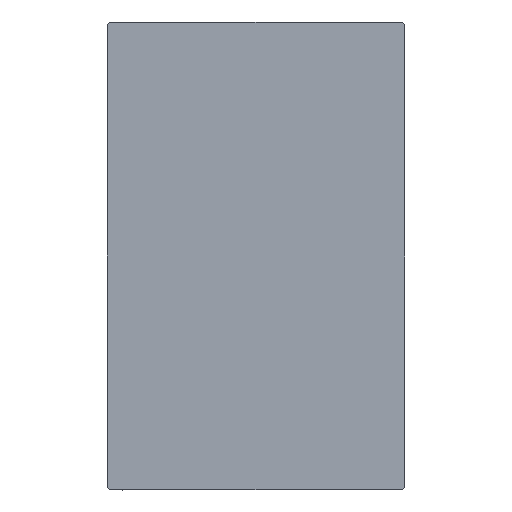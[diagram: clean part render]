
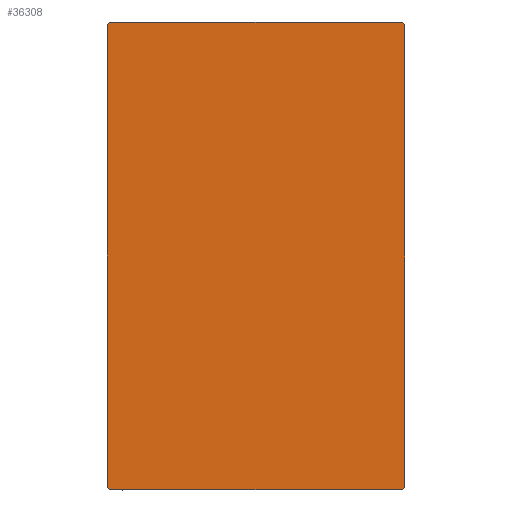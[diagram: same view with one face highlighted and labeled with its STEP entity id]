
A CAD part, left-side view. The second image highlights one B-rep face of the part: STEP entity #36308.
In plain terms, the highlighted face is planar.
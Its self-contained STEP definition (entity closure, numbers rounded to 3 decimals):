
#806 = FACE_OUTER_BOUND ( 'NONE', #15683, .T. ) ;
#1197 = ORIENTED_EDGE ( 'NONE', *, *, #21734, .T. ) ;
#1795 = CARTESIAN_POINT ( 'NONE',  ( 96., -17.2, -27.5 ) ) ;
#3033 = ORIENTED_EDGE ( 'NONE', *, *, #31446, .T. ) ;
#4224 = LINE ( 'NONE', #34701, #9373 ) ;
#4522 = EDGE_CURVE ( 'NONE', #15971, #42498, #14498, .T. ) ;
#4937 = ORIENTED_EDGE ( 'NONE', *, *, #41029, .T. ) ;
#5491 = VERTEX_POINT ( 'NONE', #16142 ) ;
#5998 = CARTESIAN_POINT ( 'NONE',  ( 96., -22.35, 22.35 ) ) ;
#6263 = CARTESIAN_POINT ( 'NONE',  ( 96., -17.5, 27.5 ) ) ;
#6428 = VECTOR ( 'NONE', #42474, 1000. ) ;
#6484 = DIRECTION ( 'NONE',  ( 0., 0., -1. ) ) ;
#7779 = DIRECTION ( 'NONE',  ( 0., -0.707, 0.707 ) ) ;
#8865 = DIRECTION ( 'NONE',  ( 0., -0.707, -0.707 ) ) ;
#8963 = CARTESIAN_POINT ( 'NONE',  ( 96., 17.5, -27.2 ) ) ;
#9181 = LINE ( 'NONE', #15323, #6428 ) ;
#9264 = VERTEX_POINT ( 'NONE', #1795 ) ;
#9373 = VECTOR ( 'NONE', #11255, 1000. ) ;
#9580 = CARTESIAN_POINT ( 'NONE',  ( 96., -17.5, 27.2 ) ) ;
#10071 = LINE ( 'NONE', #15806, #27396 ) ;
#10080 = LINE ( 'NONE', #30008, #14664 ) ;
#10217 = CARTESIAN_POINT ( 'NONE',  ( 96., 22.35, 22.35 ) ) ;
#11201 = DIRECTION ( 'NONE',  ( 0., 0., 1. ) ) ;
#11255 = DIRECTION ( 'NONE',  ( 0., 0.707, -0.707 ) ) ;
#12042 = CARTESIAN_POINT ( 'NONE',  ( 96., 17.5, 27.2 ) ) ;
#12161 = LINE ( 'NONE', #5998, #26594 ) ;
#12181 = EDGE_CURVE ( 'NONE', #43095, #40359, #16160, .T. ) ;
#12329 = EDGE_CURVE ( 'NONE', #42498, #41388, #40235, .T. ) ;
#14498 = LINE ( 'NONE', #41205, #23803 ) ;
#14664 = VECTOR ( 'NONE', #40308, 1000. ) ;
#15323 = CARTESIAN_POINT ( 'NONE',  ( 96., 22.35, -22.35 ) ) ;
#15683 = EDGE_LOOP ( 'NONE', ( #41599, #3033, #33169, #23751, #26057, #1197, #24351, #4937 ) ) ;
#15806 = CARTESIAN_POINT ( 'NONE',  ( 96., 17.5, 27.5 ) ) ;
#15971 = VERTEX_POINT ( 'NONE', #8963 ) ;
#16142 = CARTESIAN_POINT ( 'NONE',  ( 96., 17.2, -27.5 ) ) ;
#16160 = LINE ( 'NONE', #6263, #28090 ) ;
#17499 = DIRECTION ( 'NONE',  ( 0., 0., -1. ) ) ;
#17590 = VECTOR ( 'NONE', #7779, 1000. ) ;
#17765 = AXIS2_PLACEMENT_3D ( 'NONE', #20781, #27582, #17499 ) ;
#20657 = EDGE_CURVE ( 'NONE', #9264, #5491, #10080, .T. ) ;
#20781 = CARTESIAN_POINT ( 'NONE',  ( 96., 0., 0. ) ) ;
#21734 = EDGE_CURVE ( 'NONE', #43026, #43095, #12161, .T. ) ;
#22745 = CARTESIAN_POINT ( 'NONE',  ( 96., -17.2, 27.5 ) ) ;
#23751 = ORIENTED_EDGE ( 'NONE', *, *, #12329, .T. ) ;
#23803 = VECTOR ( 'NONE', #11201, 1000. ) ;
#24351 = ORIENTED_EDGE ( 'NONE', *, *, #12181, .T. ) ;
#26057 = ORIENTED_EDGE ( 'NONE', *, *, #29704, .T. ) ;
#26594 = VECTOR ( 'NONE', #8865, 1000. ) ;
#27215 = CARTESIAN_POINT ( 'NONE',  ( 96., 17.2, 27.5 ) ) ;
#27396 = VECTOR ( 'NONE', #29161, 1000. ) ;
#27582 = DIRECTION ( 'NONE',  ( 1., 0., 0. ) ) ;
#28090 = VECTOR ( 'NONE', #6484, 1000. ) ;
#29161 = DIRECTION ( 'NONE',  ( 0., -1., 0. ) ) ;
#29704 = EDGE_CURVE ( 'NONE', #41388, #43026, #10071, .T. ) ;
#30008 = CARTESIAN_POINT ( 'NONE',  ( 96., -17.5, -27.5 ) ) ;
#31446 = EDGE_CURVE ( 'NONE', #5491, #15971, #9181, .T. ) ;
#33169 = ORIENTED_EDGE ( 'NONE', *, *, #4522, .T. ) ;
#34701 = CARTESIAN_POINT ( 'NONE',  ( 96., -22.35, -22.35 ) ) ;
#36308 = ADVANCED_FACE ( 'NONE', ( #806 ), #40712, .T. ) ;
#38753 = CARTESIAN_POINT ( 'NONE',  ( 96., -17.5, -27.2 ) ) ;
#40235 = LINE ( 'NONE', #10217, #17590 ) ;
#40308 = DIRECTION ( 'NONE',  ( 0., 1., 0. ) ) ;
#40359 = VERTEX_POINT ( 'NONE', #38753 ) ;
#40712 = PLANE ( 'NONE',  #17765 ) ;
#41029 = EDGE_CURVE ( 'NONE', #40359, #9264, #4224, .T. ) ;
#41205 = CARTESIAN_POINT ( 'NONE',  ( 96., 17.5, -27.5 ) ) ;
#41388 = VERTEX_POINT ( 'NONE', #27215 ) ;
#41599 = ORIENTED_EDGE ( 'NONE', *, *, #20657, .T. ) ;
#42474 = DIRECTION ( 'NONE',  ( 0., 0.707, 0.707 ) ) ;
#42498 = VERTEX_POINT ( 'NONE', #12042 ) ;
#43026 = VERTEX_POINT ( 'NONE', #22745 ) ;
#43095 = VERTEX_POINT ( 'NONE', #9580 ) ;
